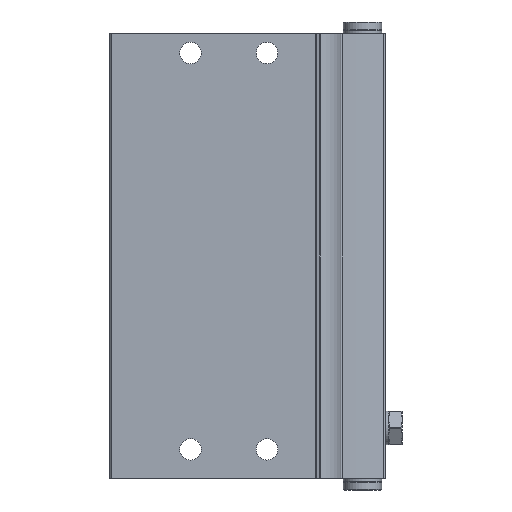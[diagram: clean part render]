
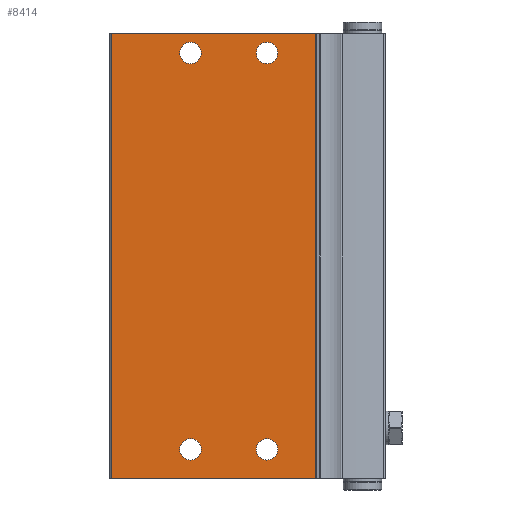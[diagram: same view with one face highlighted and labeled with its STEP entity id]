
A CAD part, front view. The second image highlights one B-rep face of the part: STEP entity #8414.
In plain terms, the highlighted planar face has unit normal (0, -1, 0).
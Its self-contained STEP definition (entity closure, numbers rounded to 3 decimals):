
#238=LINE('',#14067,#817);
#239=LINE('',#14077,#818);
#240=LINE('',#14079,#819);
#241=LINE('',#14081,#820);
#817=VECTOR('',#10593,1000.);
#818=VECTOR('',#10604,1000.);
#819=VECTOR('',#10605,1000.);
#820=VECTOR('',#10606,1000.);
#1373=PLANE('',#9464);
#1689=CIRCLE('',#9465,2.25);
#1690=CIRCLE('',#9466,2.25);
#1691=CIRCLE('',#9467,2.25);
#1692=CIRCLE('',#9468,2.25);
#2263=ORIENTED_EDGE('',*,*,#4447,.F.);
#2264=ORIENTED_EDGE('',*,*,#4448,.F.);
#2265=ORIENTED_EDGE('',*,*,#4449,.F.);
#2266=ORIENTED_EDGE('',*,*,#4450,.F.);
#2267=ORIENTED_EDGE('',*,*,#4451,.F.);
#2268=ORIENTED_EDGE('',*,*,#4446,.F.);
#2269=ORIENTED_EDGE('',*,*,#4452,.T.);
#2270=ORIENTED_EDGE('',*,*,#4453,.T.);
#4446=EDGE_CURVE('',#5529,#5528,#238,.T.);
#4447=EDGE_CURVE('',#5530,#5530,#1689,.T.);
#4448=EDGE_CURVE('',#5531,#5531,#1690,.T.);
#4449=EDGE_CURVE('',#5532,#5532,#1691,.T.);
#4450=EDGE_CURVE('',#5533,#5533,#1692,.T.);
#4451=EDGE_CURVE('',#5528,#5534,#239,.T.);
#4452=EDGE_CURVE('',#5529,#5535,#240,.T.);
#4453=EDGE_CURVE('',#5535,#5534,#241,.T.);
#5528=VERTEX_POINT('',#14064);
#5529=VERTEX_POINT('',#14066);
#5530=VERTEX_POINT('',#14070);
#5531=VERTEX_POINT('',#14072);
#5532=VERTEX_POINT('',#14074);
#5533=VERTEX_POINT('',#14076);
#5534=VERTEX_POINT('',#14078);
#5535=VERTEX_POINT('',#14080);
#6434=EDGE_LOOP('',(#2263));
#6435=EDGE_LOOP('',(#2264));
#6436=EDGE_LOOP('',(#2265));
#6437=EDGE_LOOP('',(#2266));
#6438=EDGE_LOOP('',(#2267,#2268,#2269,#2270));
#7349=FACE_BOUND('',#6434,.T.);
#7350=FACE_BOUND('',#6435,.T.);
#7351=FACE_BOUND('',#6436,.T.);
#7352=FACE_BOUND('',#6437,.T.);
#7353=FACE_BOUND('',#6438,.T.);
#8414=ADVANCED_FACE('',(#7349,#7350,#7351,#7352,#7353),#1373,.T.);
#9464=AXIS2_PLACEMENT_3D('',#14068,#10594,#10595);
#9465=AXIS2_PLACEMENT_3D('',#14069,#10596,#10597);
#9466=AXIS2_PLACEMENT_3D('',#14071,#10598,#10599);
#9467=AXIS2_PLACEMENT_3D('',#14073,#10600,#10601);
#9468=AXIS2_PLACEMENT_3D('',#14075,#10602,#10603);
#10593=DIRECTION('',(0.,0.,1.));
#10594=DIRECTION('',(0.,-1.,0.));
#10595=DIRECTION('',(0.,0.,-1.));
#10596=DIRECTION('',(0.,-1.,0.));
#10597=DIRECTION('',(0.,0.,-1.));
#10598=DIRECTION('',(0.,-1.,0.));
#10599=DIRECTION('',(0.,0.,-1.));
#10600=DIRECTION('',(0.,-1.,0.));
#10601=DIRECTION('',(0.,0.,-1.));
#10602=DIRECTION('',(0.,-1.,0.));
#10603=DIRECTION('',(0.,0.,-1.));
#10604=DIRECTION('',(1.,0.,0.));
#10605=DIRECTION('',(1.,0.,0.));
#10606=DIRECTION('',(0.,0.,1.));
#14064=CARTESIAN_POINT('',(-18.069,0.,0.));
#14066=CARTESIAN_POINT('',(-18.069,0.,-93.));
#14067=CARTESIAN_POINT('',(-18.069,0.,-93.));
#14068=CARTESIAN_POINT('',(-18.069,0.,-93.));
#14069=CARTESIAN_POINT('',(-8.,0.,-6.));
#14070=CARTESIAN_POINT('',(-8.,0.,-8.25));
#14071=CARTESIAN_POINT('',(-8.,0.,-89.));
#14072=CARTESIAN_POINT('',(-8.,0.,-91.25));
#14073=CARTESIAN_POINT('',(8.,0.,-89.));
#14074=CARTESIAN_POINT('',(8.,0.,-91.25));
#14075=CARTESIAN_POINT('',(8.,0.,-6.));
#14076=CARTESIAN_POINT('',(8.,0.,-8.25));
#14077=CARTESIAN_POINT('',(-18.069,0.,0.));
#14078=CARTESIAN_POINT('',(24.5,0.,0.));
#14079=CARTESIAN_POINT('',(-18.069,0.,-93.));
#14080=CARTESIAN_POINT('',(24.5,0.,-93.));
#14081=CARTESIAN_POINT('',(24.5,0.,-93.));
